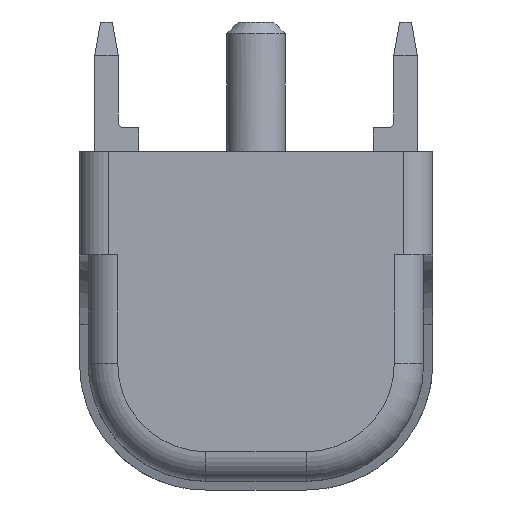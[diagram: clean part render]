
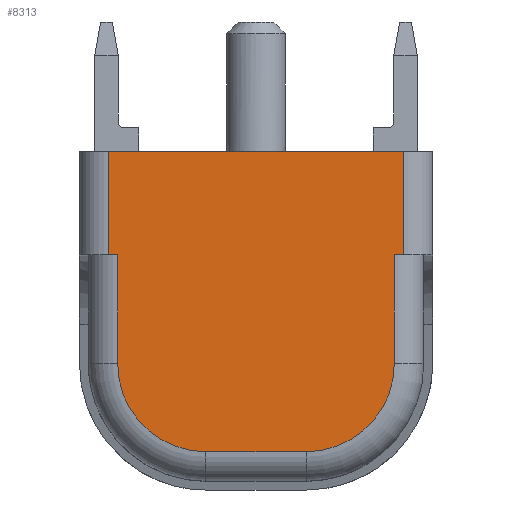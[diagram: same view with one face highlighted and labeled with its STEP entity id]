
A CAD part, left-side view. The second image highlights one B-rep face of the part: STEP entity #8313.
In plain terms, the highlighted planar face has unit normal (-1, 0, 0).
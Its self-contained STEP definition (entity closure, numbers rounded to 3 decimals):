
#1073=FACE_OUTER_BOUND('',#1565,.T.);
#1565=EDGE_LOOP('',(#6738,#6739,#6740,#6741,#6742,#6743,#6744,#6745,#6746,
#6747));
#2018=CIRCLE('',#9033,3.);
#2019=CIRCLE('',#9034,3.);
#2498=LINE('',#13379,#3157);
#2613=LINE('',#14035,#3272);
#2614=LINE('',#14038,#3273);
#2615=LINE('',#14040,#3274);
#2616=LINE('',#14042,#3275);
#2617=LINE('',#14046,#3276);
#2618=LINE('',#14050,#3277);
#2619=LINE('',#14051,#3278);
#3157=VECTOR('',#10487,10.);
#3272=VECTOR('',#10782,3.5);
#3273=VECTOR('',#10785,3.5);
#3274=VECTOR('',#10786,0.3);
#3275=VECTOR('',#10787,3.7);
#3276=VECTOR('',#10790,3.4);
#3277=VECTOR('',#10793,3.7);
#3278=VECTOR('',#10794,0.3);
#3837=VERTEX_POINT('',#13376);
#3838=VERTEX_POINT('',#13378);
#3973=VERTEX_POINT('',#14033);
#3974=VERTEX_POINT('',#14037);
#3975=VERTEX_POINT('',#14039);
#3976=VERTEX_POINT('',#14041);
#3977=VERTEX_POINT('',#14043);
#3978=VERTEX_POINT('',#14045);
#3979=VERTEX_POINT('',#14047);
#3980=VERTEX_POINT('',#14049);
#4779=EDGE_CURVE('',#3838,#3837,#2498,.T.);
#4956=EDGE_CURVE('',#3837,#3973,#2613,.T.);
#4957=EDGE_CURVE('',#3974,#3838,#2614,.T.);
#4958=EDGE_CURVE('',#3973,#3975,#2615,.T.);
#4959=EDGE_CURVE('',#3975,#3976,#2616,.T.);
#4960=EDGE_CURVE('',#3976,#3977,#2018,.T.);
#4961=EDGE_CURVE('',#3977,#3978,#2617,.T.);
#4962=EDGE_CURVE('',#3978,#3979,#2019,.T.);
#4963=EDGE_CURVE('',#3979,#3980,#2618,.T.);
#4964=EDGE_CURVE('',#3974,#3980,#2619,.T.);
#6738=ORIENTED_EDGE('',*,*,#4957,.T.);
#6739=ORIENTED_EDGE('',*,*,#4779,.T.);
#6740=ORIENTED_EDGE('',*,*,#4956,.T.);
#6741=ORIENTED_EDGE('',*,*,#4958,.T.);
#6742=ORIENTED_EDGE('',*,*,#4959,.T.);
#6743=ORIENTED_EDGE('',*,*,#4960,.T.);
#6744=ORIENTED_EDGE('',*,*,#4961,.T.);
#6745=ORIENTED_EDGE('',*,*,#4962,.T.);
#6746=ORIENTED_EDGE('',*,*,#4963,.T.);
#6747=ORIENTED_EDGE('',*,*,#4964,.F.);
#7962=PLANE('',#9032);
#8313=ADVANCED_FACE('',(#1073),#7962,.F.);
#9032=AXIS2_PLACEMENT_3D('',#14036,#10783,#10784);
#9033=AXIS2_PLACEMENT_3D('',#14044,#10788,#10789);
#9034=AXIS2_PLACEMENT_3D('',#14048,#10791,#10792);
#10487=DIRECTION('',(0.,1.,0.));
#10782=DIRECTION('',(0.,0.,-1.));
#10783=DIRECTION('center_axis',(1.,0.,0.));
#10784=DIRECTION('ref_axis',(0.,-1.,0.));
#10785=DIRECTION('',(0.,0.,1.));
#10786=DIRECTION('',(0.,-1.,0.));
#10787=DIRECTION('',(0.,0.,-1.));
#10788=DIRECTION('center_axis',(-1.,0.,0.));
#10789=DIRECTION('ref_axis',(0.,1.,0.));
#10790=DIRECTION('',(0.,-1.,0.));
#10791=DIRECTION('center_axis',(-1.,0.,0.));
#10792=DIRECTION('ref_axis',(0.,0.,-1.));
#10793=DIRECTION('',(0.,0.,1.));
#10794=DIRECTION('',(0.,1.,0.));
#13376=CARTESIAN_POINT('',(-19.,5.,5.5));
#13378=CARTESIAN_POINT('',(-19.,-5.,5.5));
#13379=CARTESIAN_POINT('',(-19.,-5.,5.5));
#14033=CARTESIAN_POINT('',(-19.,5.,2.));
#14035=CARTESIAN_POINT('',(-19.,5.,5.5));
#14036=CARTESIAN_POINT('Origin',(-19.,0.,0.));
#14037=CARTESIAN_POINT('',(-19.,-5.,2.));
#14038=CARTESIAN_POINT('',(-19.,-5.,2.));
#14039=CARTESIAN_POINT('',(-19.,4.7,2.));
#14040=CARTESIAN_POINT('',(-19.,5.,2.));
#14041=CARTESIAN_POINT('',(-19.,4.7,-1.7));
#14042=CARTESIAN_POINT('',(-19.,4.7,2.));
#14043=CARTESIAN_POINT('',(-19.,1.7,-4.7));
#14044=CARTESIAN_POINT('Origin',(-19.,1.7,-1.7));
#14045=CARTESIAN_POINT('',(-19.,-1.7,-4.7));
#14046=CARTESIAN_POINT('',(-19.,1.7,-4.7));
#14047=CARTESIAN_POINT('',(-19.,-4.7,-1.7));
#14048=CARTESIAN_POINT('Origin',(-19.,-1.7,-1.7));
#14049=CARTESIAN_POINT('',(-19.,-4.7,2.));
#14050=CARTESIAN_POINT('',(-19.,-4.7,-1.7));
#14051=CARTESIAN_POINT('',(-19.,-5.,2.));
